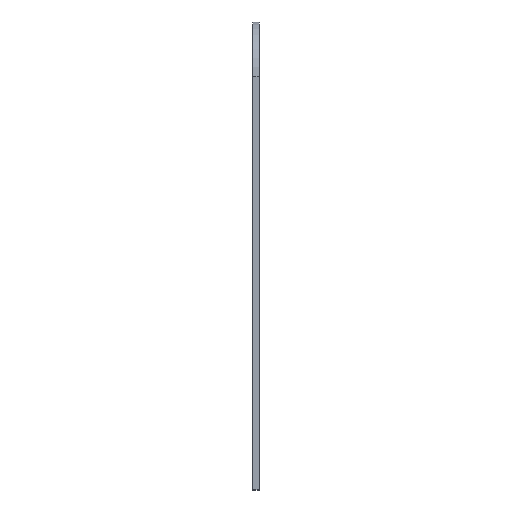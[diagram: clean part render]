
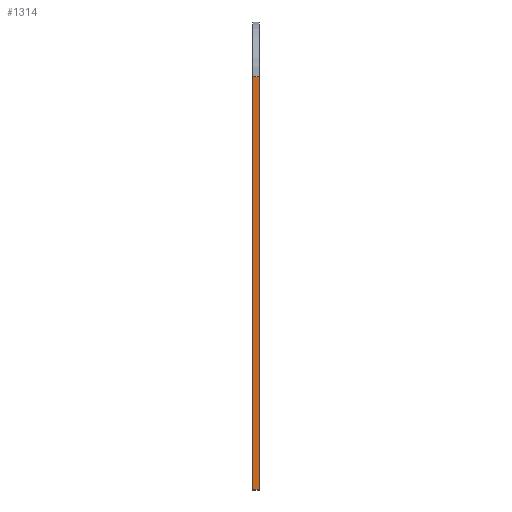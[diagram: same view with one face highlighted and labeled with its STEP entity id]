
A CAD part, top view. The second image highlights one B-rep face of the part: STEP entity #1314.
In plain terms, the highlighted planar face has unit normal (0, 0, 1).
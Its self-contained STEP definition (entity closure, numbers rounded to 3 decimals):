
#86=FACE_OUTER_BOUND('',#151,.T.);
#151=EDGE_LOOP('',(#922,#923,#924,#925));
#262=LINE('',#1895,#427);
#263=LINE('',#1898,#428);
#264=LINE('',#1900,#429);
#265=LINE('',#1901,#430);
#427=VECTOR('',#1538,10.);
#428=VECTOR('',#1541,10.);
#429=VECTOR('',#1542,10.);
#430=VECTOR('',#1543,10.);
#579=VERTEX_POINT('',#1888);
#582=VERTEX_POINT('',#1893);
#583=VERTEX_POINT('',#1897);
#584=VERTEX_POINT('',#1899);
#720=EDGE_CURVE('',#582,#579,#262,.T.);
#721=EDGE_CURVE('',#583,#582,#263,.F.);
#722=EDGE_CURVE('',#584,#583,#264,.F.);
#723=EDGE_CURVE('',#584,#579,#265,.F.);
#922=ORIENTED_EDGE('',*,*,#720,.F.);
#923=ORIENTED_EDGE('',*,*,#721,.F.);
#924=ORIENTED_EDGE('',*,*,#722,.F.);
#925=ORIENTED_EDGE('',*,*,#723,.T.);
#1260=PLANE('',#1395);
#1314=ADVANCED_FACE('',(#86),#1260,.T.);
#1395=AXIS2_PLACEMENT_3D('',#1896,#1539,#1540);
#1538=DIRECTION('',(1.,0.,0.));
#1539=DIRECTION('center_axis',(0.,0.,1.));
#1540=DIRECTION('ref_axis',(0.,1.,0.));
#1541=DIRECTION('',(0.,-1.,0.));
#1542=DIRECTION('',(1.,0.,0.));
#1543=DIRECTION('',(0.,-1.,0.));
#1888=CARTESIAN_POINT('',(75.,300.15,180.));
#1893=CARTESIAN_POINT('',(70.,300.15,180.));
#1895=CARTESIAN_POINT('',(75.,300.15,180.));
#1896=CARTESIAN_POINT('Origin',(75.,0.,180.));
#1897=CARTESIAN_POINT('',(70.,0.,180.));
#1898=CARTESIAN_POINT('',(70.,90.,180.));
#1899=CARTESIAN_POINT('',(75.,0.,180.));
#1900=CARTESIAN_POINT('',(75.,0.,180.));
#1901=CARTESIAN_POINT('',(75.,90.,180.));
